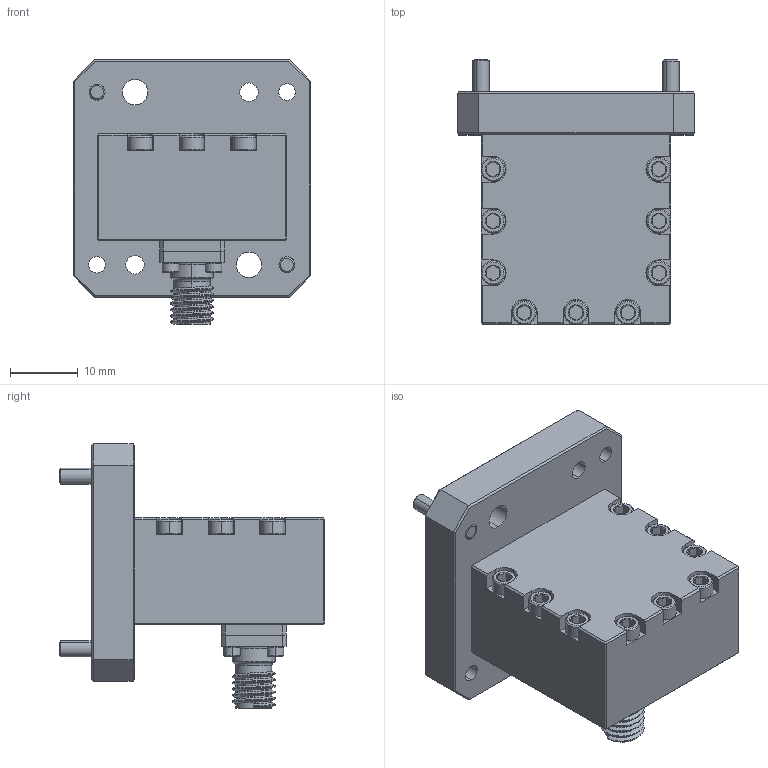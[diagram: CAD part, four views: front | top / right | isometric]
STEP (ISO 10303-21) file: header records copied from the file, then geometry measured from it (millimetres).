
FILE_DESCRIPTION (( 'STEP AP214' ), '1' );
FILE_NAME ('WC-650SR-WRD-2, Defeatured.STEP', '2022-08-24T19:47:02', ( '' ), ( '' ), 'SwSTEP 2.0', 'SolidWorks 2021', '' );
FILE_SCHEMA (( 'AUTOMOTIVE_DESIGN' ));
Length unit declared in the file: inch
Products named in the file (1): WC-650SR-WRD-2, Defeatured
Bounding box: 35 x 39.05 x 38.98 mm (x, y, z)
Volume: 20053.9 mm3; surface area: 7277.8 mm2
Topology: 8 solids, 8 shells, 484 faces, 1047 edges, 610 vertices
Faces by surface type: plane 227, cone 163, cylinder 87, torus 4, bspline 3
Entity records: 20411 total; most frequent: CARTESIAN_POINT 3568, DIRECTION 2210, ORIENTED_EDGE 2094, EDGE_CURVE 1047, AXIS2_PLACEMENT_3D 804, VERTEX_POINT 610, VECTOR 602, LINE 602
